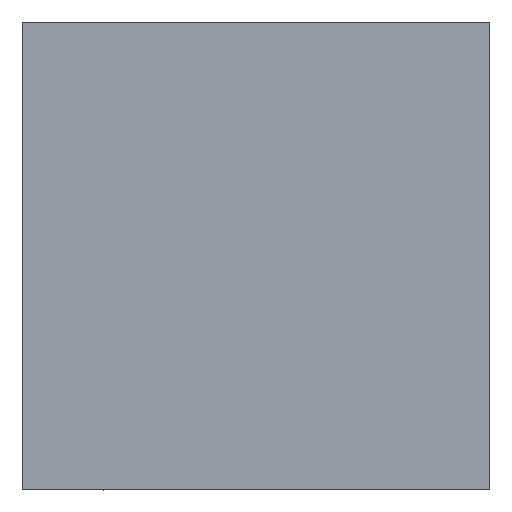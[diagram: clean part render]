
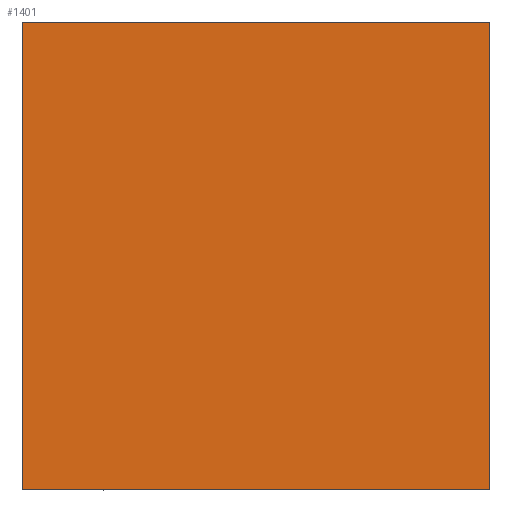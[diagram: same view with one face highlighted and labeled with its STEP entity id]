
A CAD part, top view. The second image highlights one B-rep face of the part: STEP entity #1401.
In plain terms, the highlighted planar face has unit normal (0, 0, 1).
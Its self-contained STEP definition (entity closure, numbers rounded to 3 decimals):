
#1401=ADVANCED_FACE('',(#2739),#2740,.T.);
#2739=FACE_OUTER_BOUND('',#4097,.T.);
#2740=PLANE('',#4098);
#4097=EDGE_LOOP('',(#7867,#7868,#7869,#7870));
#4098=AXIS2_PLACEMENT_3D('',#7871,#7872,#7873);
#7867=ORIENTED_EDGE('',*,*,#9358,.F.);
#7868=ORIENTED_EDGE('',*,*,#9363,.F.);
#7869=ORIENTED_EDGE('',*,*,#9360,.F.);
#7870=ORIENTED_EDGE('',*,*,#8870,.F.);
#7871=CARTESIAN_POINT('',(0.,0.,0.75));
#7872=DIRECTION('',(0.0,0.0,1.0));
#7873=DIRECTION('',(1.0,0.0,0.0));
#8870=EDGE_CURVE('',#10895,#10897,#10898,.T.);
#9358=EDGE_CURVE('',#11546,#10895,#11548,.T.);
#9360=EDGE_CURVE('',#10897,#11550,#11551,.T.);
#9363=EDGE_CURVE('',#11550,#11546,#11554,.T.);
#10895=VERTEX_POINT('',#13634);
#10897=VERTEX_POINT('',#13637);
#10898=LINE('',#13638,#13639);
#11546=VERTEX_POINT('',#14558);
#11548=LINE('',#14561,#14562);
#11550=VERTEX_POINT('',#14564);
#11551=LINE('',#14565,#14566);
#11554=LINE('',#14570,#14571);
#13634=CARTESIAN_POINT('',(-2.5,-2.5,0.75));
#13637=CARTESIAN_POINT('',(-2.5,2.5,0.75));
#13638=CARTESIAN_POINT('',(-2.5,2.5,0.75));
#13639=VECTOR('',#15639,1.0);
#14558=CARTESIAN_POINT('',(2.5,-2.5,0.75));
#14561=CARTESIAN_POINT('',(-2.5,-2.5,0.75));
#14562=VECTOR('',#16068,1.0);
#14564=CARTESIAN_POINT('',(2.5,2.5,0.75));
#14565=CARTESIAN_POINT('',(2.5,2.5,0.75));
#14566=VECTOR('',#16069,1.0);
#14570=CARTESIAN_POINT('',(2.5,-2.5,0.75));
#14571=VECTOR('',#16071,1.0);
#15639=DIRECTION('',(0.,1.0,0.0));
#16068=DIRECTION('',(-1.0,-0.0,-0.0));
#16069=DIRECTION('',(1.0,0.0,0.0));
#16071=DIRECTION('',(0.,-1.0,0.0));
